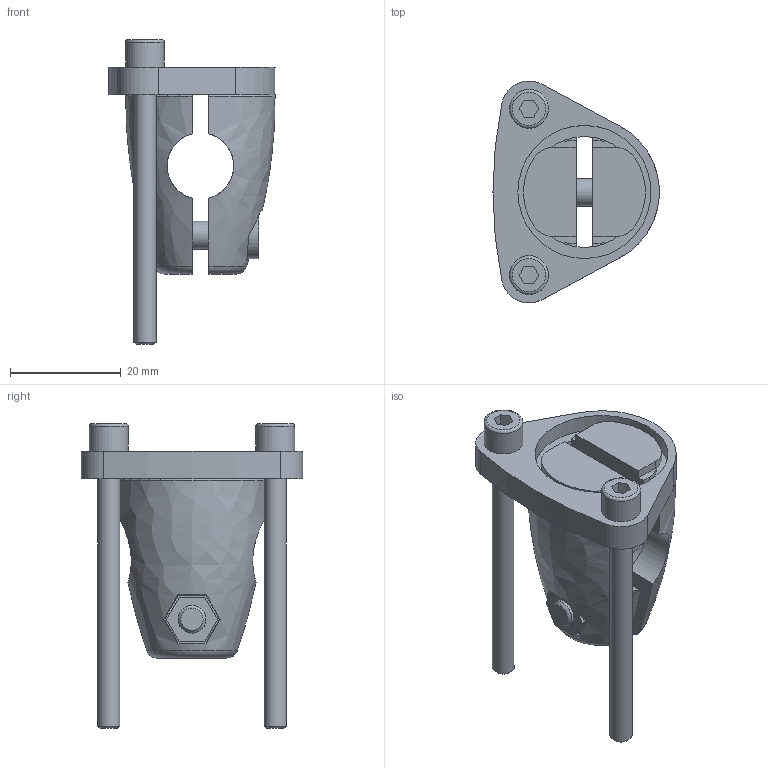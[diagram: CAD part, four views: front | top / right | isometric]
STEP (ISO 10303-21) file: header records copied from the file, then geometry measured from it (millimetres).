
FILE_DESCRIPTION( ( 'STEP AP203' ), '1' );
FILE_NAME( 'E2D101_2_03.stp', ' ', ( ' ' ), ( ' ' ), 'PSStep 15.0.47', 'PARTsolutions', ' ' );
FILE_SCHEMA( ( 'CONFIG_CONTROL_DESIGN' ) );
Length unit declared in the file: millimetre
Products named in the file (3): E2D101; _E2D101_p1; _E2D101_p22
Assembly tree (2 placements, depth 2):
  E2D101
    _E2D101_p1
    _E2D101_p22
Bounding box: 29.95 x 40 x 55 mm (x, y, z)
Volume: 14058.1 mm3; surface area: 9148.4 mm2
Topology: 2 solids, 4 shells, 131 faces, 318 edges, 210 vertices
Faces by surface type: plane 85, cylinder 35, torus 6, cone 3, bspline 2
Full cylindrical faces by diameter (mm): 4 x2, 5 x4, 5.5 x2, 7 x2, 8.5 x1, 20 x1, 24 x1
Entity records: 4040 total; most frequent: CARTESIAN_POINT 920, DIRECTION 616, ORIENTED_EDGE 594, EDGE_CURVE 297, AXIS2_PLACEMENT_3D 219, VERTEX_POINT 207, LINE 178, VECTOR 178
